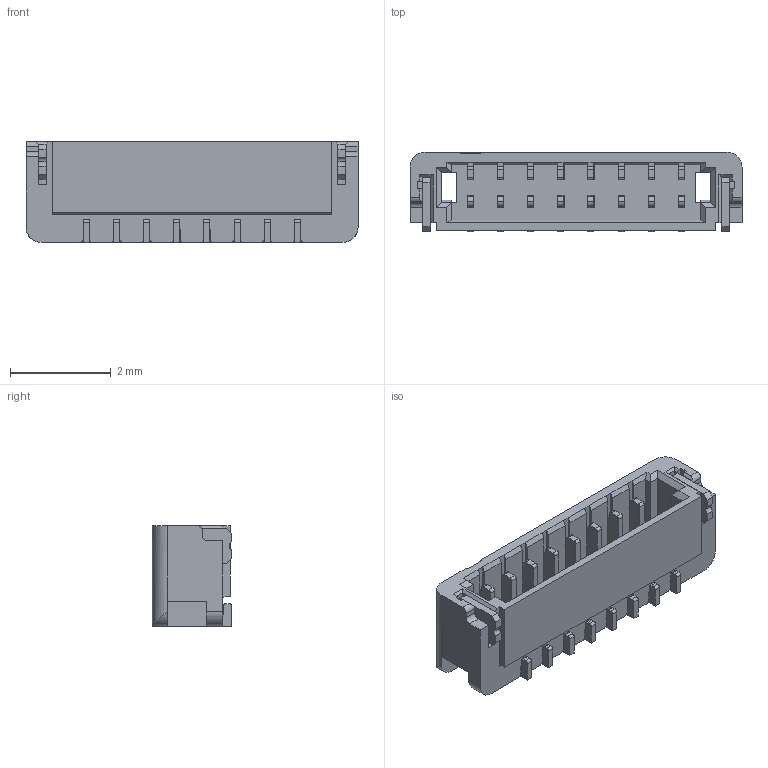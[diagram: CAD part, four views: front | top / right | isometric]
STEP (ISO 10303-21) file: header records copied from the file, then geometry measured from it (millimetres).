
FILE_DESCRIPTION(('CoCreate Modeling STEP Export'),'2;1');
FILE_NAME('WB0612H-08.stp','2021-09-09T13:41:36',(''),(''),'CoCreate Modeling STEP processor for AP214 (Solid Model)','CoCreate Modeling 16.00 13-May-2008 (C) Parametric Technology GmbH','');
FILE_SCHEMA(('AUTOMOTIVE_DESIGN { 1 0 10303 214 1 1 1 1 }'));
Length unit declared in the file: millimetre
Products named in the file (3): WB0612H-08XXX; WB0612-08
Assembly tree (2 placements, depth 2):
  WB0612H-08XXX
    WB0612-08
    WB0612H-08XXX
Bounding box: 6.6 x 1.58 x 2 mm (x, y, z)
Volume: 11.6 mm3; surface area: 95.4 mm2
Topology: 1 solids, 1 shells, 589 faces, 1906 edges, 1484 vertices
Faces by surface type: plane 471, cylinder 118
Entity records: 22836 total; most frequent: CARTESIAN_POINT 4133, ORIENTED_EDGE 3416, DIRECTION 3111, EDGE_CURVE 1708, VECTOR 1397, LINE 1397, VERTEX_POINT 1088, AXIS2_PLACEMENT_3D 857
